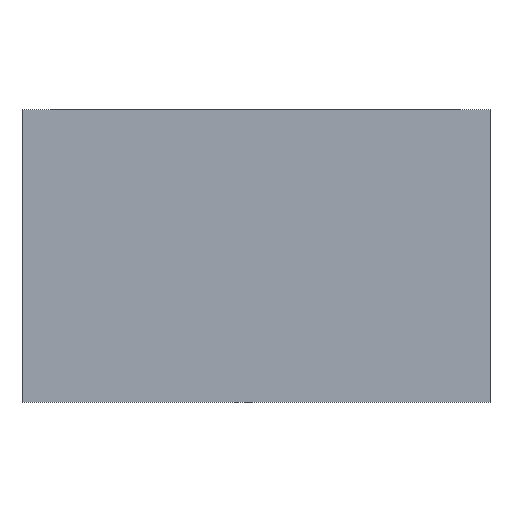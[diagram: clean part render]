
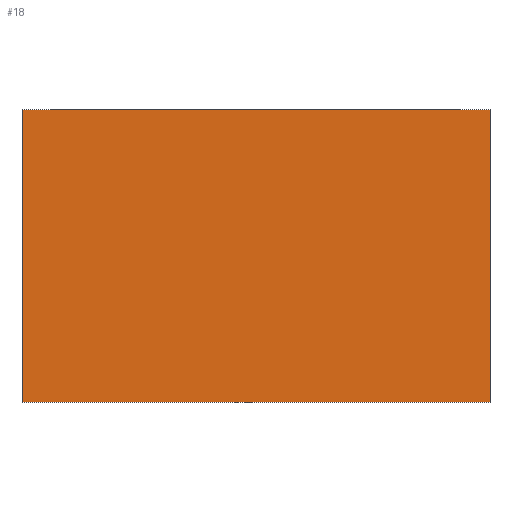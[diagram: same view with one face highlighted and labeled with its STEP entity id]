
A CAD part, left-side view. The second image highlights one B-rep face of the part: STEP entity #18.
In plain terms, the highlighted planar face has unit normal (-1, 0, 0).
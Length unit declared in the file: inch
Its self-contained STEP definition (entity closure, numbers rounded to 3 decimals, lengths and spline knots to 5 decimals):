
#18=ADVANCED_FACE('',(#29),#164,.T.);
#29=FACE_OUTER_BOUND('',#40,.T.);
#40=EDGE_LOOP('',(#61,#62,#63,#64));
#61=ORIENTED_EDGE('',*,*,#100,.T.);
#62=ORIENTED_EDGE('',*,*,#105,.T.);
#63=ORIENTED_EDGE('',*,*,#104,.F.);
#64=ORIENTED_EDGE('',*,*,#108,.F.);
#100=EDGE_CURVE('',#148,#145,#124,.T.);
#104=EDGE_CURVE('',#152,#149,#128,.T.);
#105=EDGE_CURVE('',#145,#149,#129,.T.);
#108=EDGE_CURVE('',#148,#152,#132,.T.);
#124=B_SPLINE_CURVE_WITH_KNOTS('',1,(#324,#325),.UNSPECIFIED.,.F.,.F.,(2,
2),(0.,1.625),.UNSPECIFIED.);
#128=B_SPLINE_CURVE_WITH_KNOTS('',1,(#332,#333),.UNSPECIFIED.,.F.,.F.,(2,
2),(0.,1.625),.UNSPECIFIED.);
#129=B_SPLINE_CURVE_WITH_KNOTS('',1,(#334,#335),.UNSPECIFIED.,.F.,.F.,(2,
2),(0.,0.625),.UNSPECIFIED.);
#132=B_SPLINE_CURVE_WITH_KNOTS('',1,(#340,#341),.UNSPECIFIED.,.F.,.F.,(2,
2),(0.,0.625),.UNSPECIFIED.);
#145=VERTEX_POINT('',#302);
#148=VERTEX_POINT('',#305);
#149=VERTEX_POINT('',#306);
#152=VERTEX_POINT('',#309);
#164=PLANE('',#266);
#266=AXIS2_PLACEMENT_3D('',#294,#280,$);
#280=DIRECTION('',(-1.,0.,0.));
#294=CARTESIAN_POINT('',(7.63531,1.53634,0.));
#302=CARTESIAN_POINT('',(7.63531,0.53634,0.));
#305=CARTESIAN_POINT('',(7.63531,1.53634,0.));
#306=CARTESIAN_POINT('',(7.63531,0.53634,0.625));
#309=CARTESIAN_POINT('',(7.63531,1.53634,0.625));
#324=CARTESIAN_POINT('',(7.63531,1.53634,0.));
#325=CARTESIAN_POINT('',(7.63531,0.53634,0.));
#332=CARTESIAN_POINT('',(7.63531,1.53634,0.625));
#333=CARTESIAN_POINT('',(7.63531,0.53634,0.625));
#334=CARTESIAN_POINT('',(7.63531,0.53634,0.));
#335=CARTESIAN_POINT('',(7.63531,0.53634,0.625));
#340=CARTESIAN_POINT('',(7.63531,1.53634,0.));
#341=CARTESIAN_POINT('',(7.63531,1.53634,0.625));
